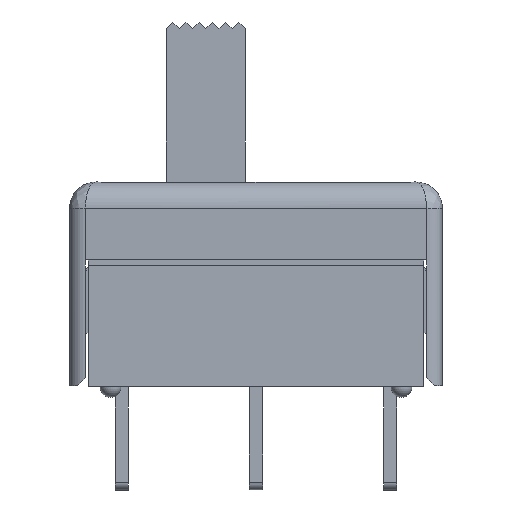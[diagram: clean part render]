
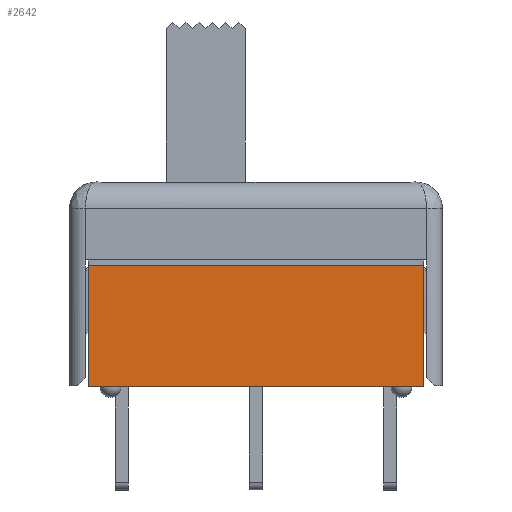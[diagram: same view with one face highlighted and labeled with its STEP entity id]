
A CAD part, front view. The second image highlights one B-rep face of the part: STEP entity #2642.
In plain terms, the highlighted planar face has unit normal (0, -1, 0).
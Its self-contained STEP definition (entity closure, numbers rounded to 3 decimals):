
#5=DIRECTION('',(0.,0.,-1.));
#6=VECTOR('',#5,4.6);
#7=CARTESIAN_POINT('',(-6.35,-3.75,4.6));
#8=LINE('',#7,#6);
#109=DIRECTION('',(0.,0.,-1.));
#110=VECTOR('',#109,4.6);
#111=CARTESIAN_POINT('',(6.35,-3.75,4.6));
#112=LINE('',#111,#110);
#113=DIRECTION('',(-1.,0.,0.));
#114=VECTOR('',#113,12.7);
#115=CARTESIAN_POINT('',(6.35,-3.75,0.));
#116=LINE('',#115,#114);
#125=DIRECTION('',(-1.,0.,0.));
#126=VECTOR('',#125,12.7);
#127=CARTESIAN_POINT('',(6.35,-3.75,4.6));
#128=LINE('',#127,#126);
#1899=CARTESIAN_POINT('',(-6.35,-3.75,0.));
#1901=VERTEX_POINT('',#1899);
#1903=CARTESIAN_POINT('',(6.35,-3.75,0.));
#1904=VERTEX_POINT('',#1903);
#1951=CARTESIAN_POINT('',(-6.35,-3.75,4.6));
#1952=VERTEX_POINT('',#1951);
#1985=CARTESIAN_POINT('',(6.35,-3.75,4.6));
#1986=VERTEX_POINT('',#1985);
#2630=CARTESIAN_POINT('',(-6.35,-3.75,0.));
#2631=DIRECTION('',(0.,-1.,0.));
#2632=DIRECTION('',(1.,0.,0.));
#2633=AXIS2_PLACEMENT_3D('',#2630,#2631,#2632);
#2634=PLANE('',#2633);
#2636=ORIENTED_EDGE('',*,*,#2635,.F.);
#2637=ORIENTED_EDGE('',*,*,#2598,.T.);
#2638=ORIENTED_EDGE('',*,*,#2454,.T.);
#2639=ORIENTED_EDGE('',*,*,#2472,.F.);
#2640=EDGE_LOOP('',(#2636,#2637,#2638,#2639));
#2641=FACE_OUTER_BOUND('',#2640,.F.);
#2642=ADVANCED_FACE('',(#2641),#2634,.T.);
#2454=EDGE_CURVE('',#1904,#1901,#116,.T.);
#2472=EDGE_CURVE('',#1952,#1901,#8,.T.);
#2598=EDGE_CURVE('',#1986,#1904,#112,.T.);
#2635=EDGE_CURVE('',#1986,#1952,#128,.T.);
